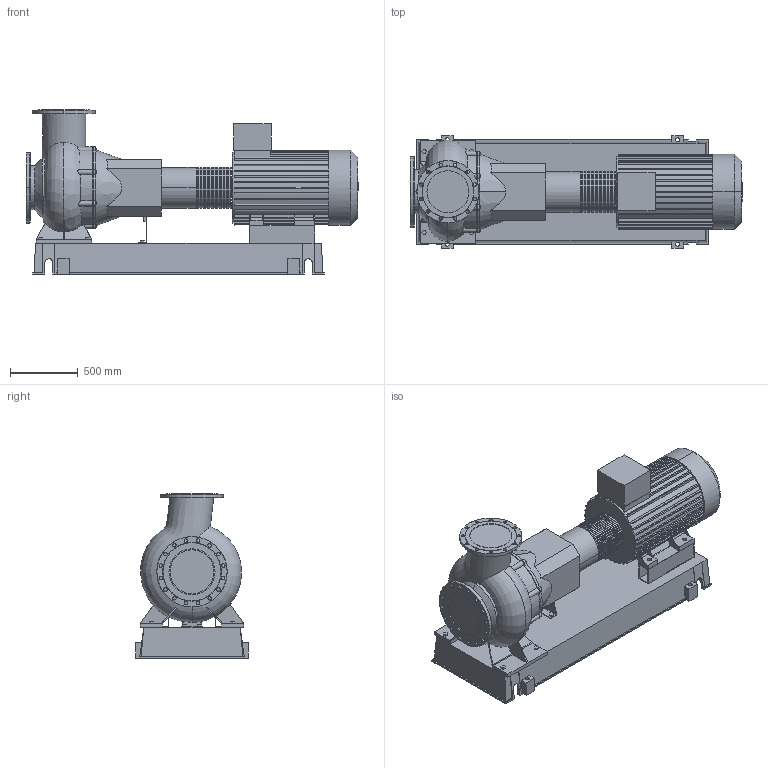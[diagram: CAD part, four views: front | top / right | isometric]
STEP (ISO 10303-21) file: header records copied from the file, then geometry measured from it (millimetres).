
FILE_DESCRIPTION((''),'2;1');
FILE_NAME('3d_NLG300_400-90_4-4452625.stp','2013-10-24T10:30:54',(''),(''),'Mechanical Desktop 2009','Mechanical Desktop 2009',', , ');
FILE_SCHEMA(('CONFIG_CONTROL_DESIGN'));
Length unit declared in the file: millimetre
Products named in the file (1): Product
Bounding box: 2449.5 x 830 x 1212 mm (x, y, z)
Volume: 563440965 mm3; surface area: 14525882.5 mm2
Topology: 12 solids, 12 shells, 862 faces, 2269 edges, 1488 vertices
Faces by surface type: plane 394, cylinder 233, bspline 209, torus 14, cone 12
Entity records: 32781 total; most frequent: CARTESIAN_POINT 11454, ORIENTED_EDGE 4540, DIRECTION 4169, EDGE_CURVE 2270, VERTEX_POINT 1488, VECTOR 1409, LINE 1409, AXIS2_PLACEMENT_3D 1380
